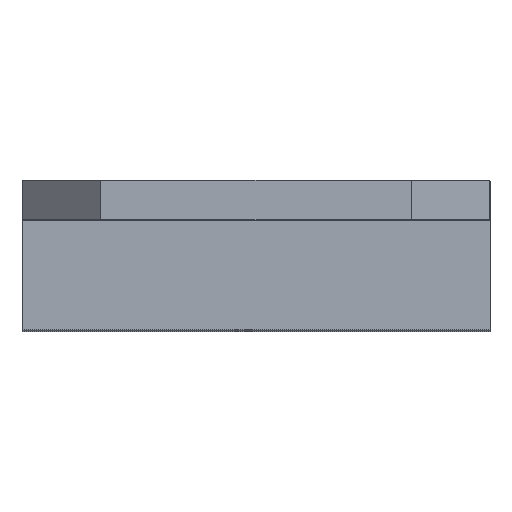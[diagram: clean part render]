
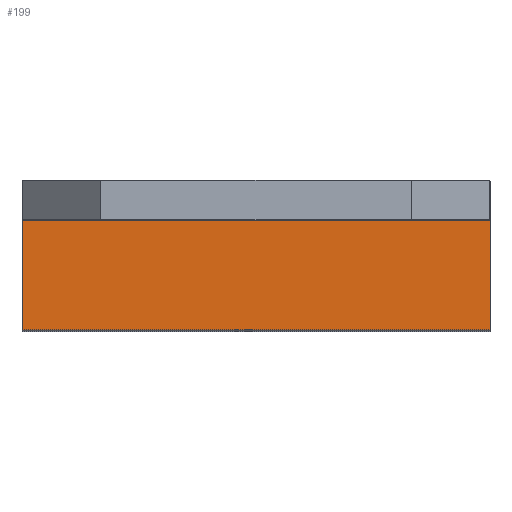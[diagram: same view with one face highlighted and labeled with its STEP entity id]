
A CAD part, top view. The second image highlights one B-rep face of the part: STEP entity #199.
In plain terms, the highlighted planar face has unit normal (0, 0, 1).
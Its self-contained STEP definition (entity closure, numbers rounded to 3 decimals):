
#38=VERTEX_POINT('',#39);
#39=CARTESIAN_POINT('',(-2.005,-1.6,14.2));
#44=EDGE_CURVE('',#38,#45,#47,.T.);
#45=VERTEX_POINT('',#46);
#46=CARTESIAN_POINT('',(-2.005,3.15,14.2));
#47=LINE('',#39,#48);
#48=VECTOR('',#49,1.);
#49=DIRECTION('',(0.,1.,0.));
#75=VECTOR('',#76,1.);
#76=DIRECTION('',(1.,0.,0.));
#187=VERTEX_POINT('',#188);
#188=CARTESIAN_POINT('',(12.955,-1.6,14.2));
#193=EDGE_CURVE('',#38,#187,#194,.T.);
#194=LINE('',#39,#75);
#199=ADVANCED_FACE('',(#200),#240,.T.);
#200=FACE_BOUND('',#201,.T.);
#201=EDGE_LOOP('',(#202,#203,#204,#209,#214,#222,#230,#238));
#202=ORIENTED_EDGE('',*,*,#44,.F.);
#203=ORIENTED_EDGE('',*,*,#193,.T.);
#204=ORIENTED_EDGE('',*,*,#205,.T.);
#205=EDGE_CURVE('',#187,#206,#208,.T.);
#206=VERTEX_POINT('',#207);
#207=CARTESIAN_POINT('',(12.955,3.15,14.2));
#208=LINE('',#188,#48);
#209=ORIENTED_EDGE('',*,*,#210,.F.);
#210=EDGE_CURVE('',#211,#206,#213,.T.);
#211=VERTEX_POINT('',#212);
#212=CARTESIAN_POINT('',(12.945,3.15,14.2));
#213=LINE('',#46,#75);
#214=ORIENTED_EDGE('',*,*,#215,.F.);
#215=EDGE_CURVE('',#216,#211,#218,.T.);
#216=VERTEX_POINT('',#217);
#217=CARTESIAN_POINT('',(12.945,1.9,14.2));
#218=LINE('',#219,#220);
#219=CARTESIAN_POINT('',(12.945,0.785,14.2));
#220=VECTOR('',#221,1.);
#221=DIRECTION('',(0.,1.,0.));
#222=ORIENTED_EDGE('',*,*,#223,.F.);
#223=EDGE_CURVE('',#224,#216,#226,.T.);
#224=VERTEX_POINT('',#225);
#225=CARTESIAN_POINT('',(-1.995,1.9,14.2));
#226=LINE('',#227,#228);
#227=CARTESIAN_POINT('',(5.47,1.9,14.2));
#228=VECTOR('',#229,1.);
#229=DIRECTION('',(1.,0.,0.));
#230=ORIENTED_EDGE('',*,*,#231,.F.);
#231=EDGE_CURVE('',#232,#224,#234,.T.);
#232=VERTEX_POINT('',#233);
#233=CARTESIAN_POINT('',(-1.995,3.15,14.2));
#234=LINE('',#235,#236);
#235=CARTESIAN_POINT('',(-1.995,0.15,14.2));
#236=VECTOR('',#237,1.);
#237=DIRECTION('',(0.,-1.,0.));
#238=ORIENTED_EDGE('',*,*,#239,.F.);
#239=EDGE_CURVE('',#45,#232,#213,.T.);
#240=PLANE('',#241);
#241=AXIS2_PLACEMENT_3D('',#39,#242,#243);
#242=DIRECTION('',(0.,0.,1.));
#243=DIRECTION('',(0.,1.,0.));
